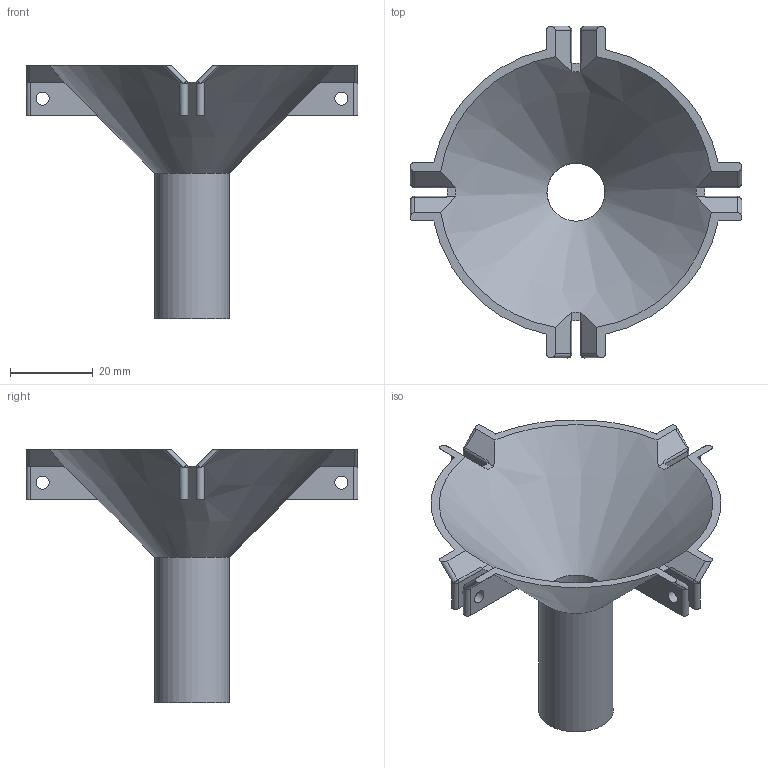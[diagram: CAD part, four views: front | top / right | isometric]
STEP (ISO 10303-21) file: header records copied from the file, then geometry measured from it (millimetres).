
FILE_DESCRIPTION(('STEP AP242'), '1');
FILE_NAME('itemFillingFunnel', '', ('UNSPECIFIED'), ('UNSPECIFIED'), 'C3D Converter', 'C3D Toolkit', '');
FILE_SCHEMA(('AP242_MANAGED_MODEL_BASED_3D_ENGINEERING_MIM_LF { 1 0 10303 442 1 1 4 }'));
Length unit declared in the file: millimetre
Bounding box: 80 x 80 x 61 mm (x, y, z)
Volume: 12154.8 mm3; surface area: 16055.4 mm2
Topology: 1 solids, 1 shells, 101 faces, 283 edges, 175 vertices
Faces by surface type: plane 49, cylinder 42, bspline 8, cone 2
Full cylindrical faces by diameter (mm): 3.2 x8, 14 x1, 18 x1
Entity records: 4477 total; most frequent: CARTESIAN_POINT 2046, ORIENTED_EDGE 526, DIRECTION 450, EDGE_CURVE 263, VERTEX_POINT 175, AXIS2_PLACEMENT_3D 173, EDGE_LOOP 130, FACE_BOUND 112
